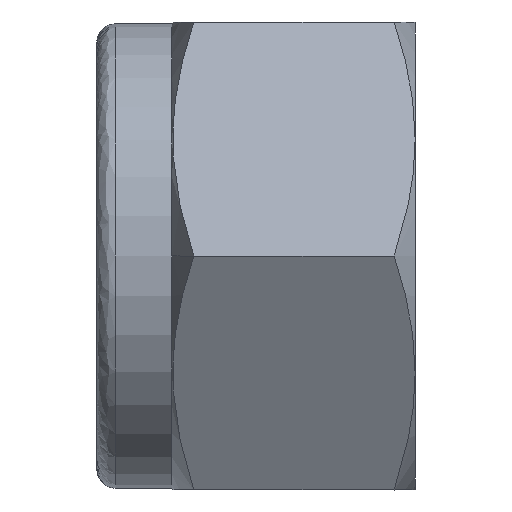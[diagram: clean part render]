
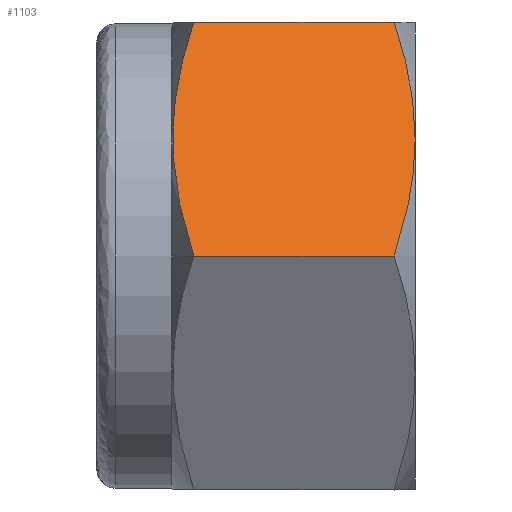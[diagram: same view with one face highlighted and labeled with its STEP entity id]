
A CAD part, left-side view. The second image highlights one B-rep face of the part: STEP entity #1103.
In plain terms, the highlighted planar face has unit normal (-0.866, 0, 0.5).
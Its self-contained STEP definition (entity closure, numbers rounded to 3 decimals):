
#29 = AXIS2_PLACEMENT_3D ( 'NONE', #301, #294, #292 ) ;
#80 = EDGE_CURVE ( 'NONE', #1243, #1359, #864, .T. ) ;
#81 = EDGE_CURVE ( 'NONE', #1243, #1276, #829, .T. ) ;
#86 = EDGE_CURVE ( 'NONE', #1353, #1276, #801, .T. ) ;
#90 = EDGE_CURVE ( 'NONE', #1332, #1353, #830, .T. ) ;
#128 = EDGE_CURVE ( 'NONE', #1359, #1332, #815, .T. ) ;
#216 = CARTESIAN_POINT ( 'NONE',  ( -14.434, 11.826, 0. ) ) ;
#223 = CARTESIAN_POINT ( 'NONE',  ( -10.825, 0., 6.25 ) ) ;
#226 = CARTESIAN_POINT ( 'NONE',  ( -14.434, 1.116, 0. ) ) ;
#238 = CARTESIAN_POINT ( 'NONE',  ( -7.217, 1.116, 12.5 ) ) ;
#252 = CARTESIAN_POINT ( 'NONE',  ( -7.217, 11.826, 12.5 ) ) ;
#292 = DIRECTION ( 'NONE',  ( 0.5, 0., 0.866 ) ) ;
#294 = DIRECTION ( 'NONE',  ( -0.866, 0., 0.5 ) ) ;
#296 = PLANE ( 'NONE',  #29 ) ;
#301 = CARTESIAN_POINT ( 'NONE',  ( -14.434, -0.078, 0. ) ) ;
#608 = CARTESIAN_POINT ( 'NONE',  ( -7.806, 12.166, 11.479 ) ) ;
#622 = CARTESIAN_POINT ( 'NONE',  ( -14.434, 11.826, 0. ) ) ;
#623 = CARTESIAN_POINT ( 'NONE',  ( -13.249, 12.447, 2.052 ) ) ;
#624 = CARTESIAN_POINT ( 'NONE',  ( -12.346, 12.739, 3.616 ) ) ;
#625 = CARTESIAN_POINT ( 'NONE',  ( -13.844, 12.166, 1.022 ) ) ;
#626 = CARTESIAN_POINT ( 'NONE',  ( -12.043, 12.815, 4.141 ) ) ;
#627 = CARTESIAN_POINT ( 'NONE',  ( -11.433, 12.917, 5.197 ) ) ;
#633 = CARTESIAN_POINT ( 'NONE',  ( -7.217, 6.471, 12.5 ) ) ;
#646 = DIRECTION ( 'NONE',  ( 0., -1., 0. ) ) ;
#657 = CARTESIAN_POINT ( 'NONE',  ( -8.4, 12.446, 10.452 ) ) ;
#660 = CARTESIAN_POINT ( 'NONE',  ( -11.125, 12.943, 5.731 ) ) ;
#669 = CARTESIAN_POINT ( 'NONE',  ( -7.217, 11.826, 12.5 ) ) ;
#670 = CARTESIAN_POINT ( 'NONE',  ( -10.205, 12.941, 7.325 ) ) ;
#714 = CARTESIAN_POINT ( 'NONE',  ( -9.599, 12.835, 8.374 ) ) ;
#737 = FACE_OUTER_BOUND ( 'NONE', #1347, .T. ) ;
#801 = B_SPLINE_CURVE_WITH_KNOTS ( 'NONE', 3,
 ( #1009, #998, #965, #964, #954, #936 ),
 .UNSPECIFIED., .F., .F.,
 ( 4, 2, 4 ),
 ( 0., 0.004, 0.007 ),
 .UNSPECIFIED. ) ;
#815 = LINE ( 'NONE', #894, #816 ) ;
#816 = VECTOR ( 'NONE', #892, 1000. ) ;
#829 = LINE ( 'NONE', #633, #840 ) ;
#830 = B_SPLINE_CURVE_WITH_KNOTS ( 'NONE', 3,
 ( #1083, #1082, #1077, #1075, #1074, #1073 ),
 .UNSPECIFIED., .F., .F.,
 ( 4, 2, 4 ),
 ( 0., 0.004, 0.007 ),
 .UNSPECIFIED. ) ;
#840 = VECTOR ( 'NONE', #646, 1000. ) ;
#864 = B_SPLINE_CURVE_WITH_KNOTS ( 'NONE', 3,
 ( #669, #608, #657, #714, #670, #660, #627, #626, #624, #623, #625, #622 ),
 .UNSPECIFIED., .F., .F.,
 ( 4, 2, 2, 2, 2, 4 ),
 ( 0., 0.004, 0.007, 0.009, 0.011, 0.015 ),
 .UNSPECIFIED. ) ;
#892 = DIRECTION ( 'NONE',  ( 0., -1., 0. ) ) ;
#894 = CARTESIAN_POINT ( 'NONE',  ( -14.434, 6.499, 0. ) ) ;
#936 = CARTESIAN_POINT ( 'NONE',  ( -7.217, 1.116, 12.5 ) ) ;
#954 = CARTESIAN_POINT ( 'NONE',  ( -7.806, 0.776, 11.479 ) ) ;
#964 = CARTESIAN_POINT ( 'NONE',  ( -8.4, 0.495, 10.45 ) ) ;
#965 = CARTESIAN_POINT ( 'NONE',  ( -9.602, 0.107, 8.369 ) ) ;
#998 = CARTESIAN_POINT ( 'NONE',  ( -10.21, 0., 7.317 ) ) ;
#1009 = CARTESIAN_POINT ( 'NONE',  ( -10.825, 0., 6.25 ) ) ;
#1073 = CARTESIAN_POINT ( 'NONE',  ( -10.825, 0., 6.25 ) ) ;
#1074 = CARTESIAN_POINT ( 'NONE',  ( -11.441, 0., 5.183 ) ) ;
#1075 = CARTESIAN_POINT ( 'NONE',  ( -12.049, 0.107, 4.131 ) ) ;
#1077 = CARTESIAN_POINT ( 'NONE',  ( -13.25, 0.495, 2.05 ) ) ;
#1082 = CARTESIAN_POINT ( 'NONE',  ( -13.844, 0.776, 1.021 ) ) ;
#1083 = CARTESIAN_POINT ( 'NONE',  ( -14.434, 1.116, 0. ) ) ;
#1103 = ADVANCED_FACE ( 'NONE', ( #737 ), #296, .T. ) ;
#1236 = ORIENTED_EDGE ( 'NONE', *, *, #86, .T. ) ;
#1237 = ORIENTED_EDGE ( 'NONE', *, *, #81, .F. ) ;
#1238 = ORIENTED_EDGE ( 'NONE', *, *, #128, .T. ) ;
#1239 = ORIENTED_EDGE ( 'NONE', *, *, #90, .T. ) ;
#1241 = ORIENTED_EDGE ( 'NONE', *, *, #80, .T. ) ;
#1243 = VERTEX_POINT ( 'NONE', #252 ) ;
#1276 = VERTEX_POINT ( 'NONE', #238 ) ;
#1332 = VERTEX_POINT ( 'NONE', #226 ) ;
#1347 = EDGE_LOOP ( 'NONE', ( #1241, #1238, #1239, #1236, #1237 ) ) ;
#1353 = VERTEX_POINT ( 'NONE', #223 ) ;
#1359 = VERTEX_POINT ( 'NONE', #216 ) ;
